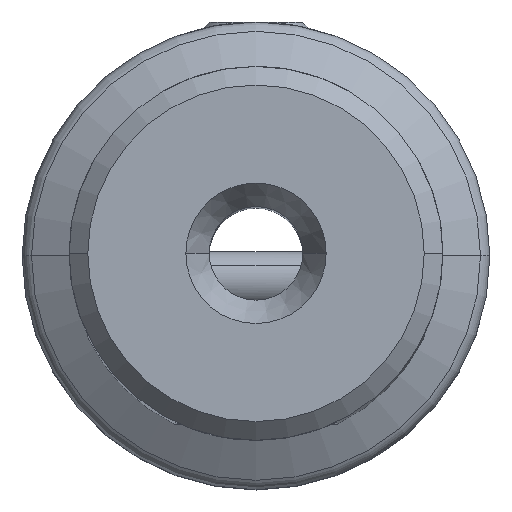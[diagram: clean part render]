
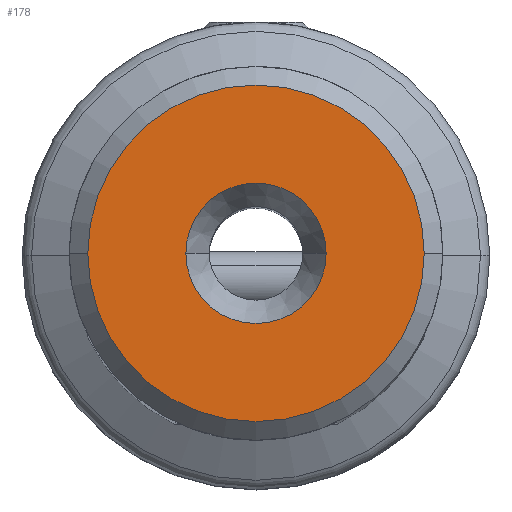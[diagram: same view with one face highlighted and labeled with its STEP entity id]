
A CAD part, top view. The second image highlights one B-rep face of the part: STEP entity #178.
In plain terms, the highlighted planar face has unit normal (0, 0, 1).
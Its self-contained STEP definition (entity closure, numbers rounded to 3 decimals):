
#40=PLANE('',#1917);
#72=FACE_BOUND('',#425,.T.);
#73=FACE_BOUND('',#426,.T.);
#178=ADVANCED_FACE('',(#72,#73),#40,.F.);
#425=EDGE_LOOP('',(#894,#895));
#426=EDGE_LOOP('',(#896,#897));
#894=ORIENTED_EDGE('',*,*,#1486,.F.);
#895=ORIENTED_EDGE('',*,*,#1563,.F.);
#896=ORIENTED_EDGE('',*,*,#1484,.T.);
#897=ORIENTED_EDGE('',*,*,#1564,.T.);
#1301=VERTEX_POINT('',#2892);
#1302=VERTEX_POINT('',#2894);
#1303=VERTEX_POINT('',#2898);
#1304=VERTEX_POINT('',#2899);
#1484=EDGE_CURVE('',#1302,#1301,#1719,.T.);
#1486=EDGE_CURVE('',#1303,#1304,#1720,.T.);
#1563=EDGE_CURVE('',#1304,#1303,#1737,.T.);
#1564=EDGE_CURVE('',#1301,#1302,#1738,.T.);
#1719=CIRCLE('',#1881,3.75);
#1720=CIRCLE('',#1883,8.993);
#1737=CIRCLE('',#1914,8.993);
#1738=CIRCLE('',#1916,3.75);
#1881=AXIS2_PLACEMENT_3D('',#2893,#2190,#2191);
#1883=AXIS2_PLACEMENT_3D('',#2897,#2195,#2196);
#1914=AXIS2_PLACEMENT_3D('',#3216,#2295,#2296);
#1916=AXIS2_PLACEMENT_3D('',#3218,#2299,#2300);
#1917=AXIS2_PLACEMENT_3D('',#3219,#2301,#2302);
#2190=DIRECTION('',(0.,0.,-1.));
#2191=DIRECTION('',(-1.,0.,0.));
#2195=DIRECTION('',(0.,0.,-1.));
#2196=DIRECTION('',(-1.,0.,0.));
#2295=DIRECTION('',(0.,0.,-1.));
#2296=DIRECTION('',(-1.,0.,0.));
#2299=DIRECTION('',(0.,0.,-1.));
#2300=DIRECTION('',(-1.,0.,0.));
#2301=DIRECTION('',(0.,0.,-1.));
#2302=DIRECTION('',(1.,0.,0.));
#2892=CARTESIAN_POINT('',(-3.75,0.,0.));
#2893=CARTESIAN_POINT('',(0.,0.,0.));
#2894=CARTESIAN_POINT('',(3.75,0.,0.));
#2897=CARTESIAN_POINT('',(0.,0.,0.));
#2898=CARTESIAN_POINT('',(-8.993,0.,0.));
#2899=CARTESIAN_POINT('',(8.993,0.,0.));
#3216=CARTESIAN_POINT('',(0.,0.,0.));
#3218=CARTESIAN_POINT('',(0.,0.,0.));
#3219=CARTESIAN_POINT('',(0.,8.993,0.));
